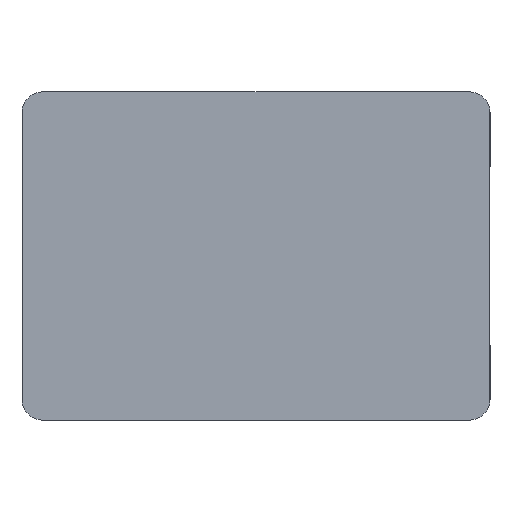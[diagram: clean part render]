
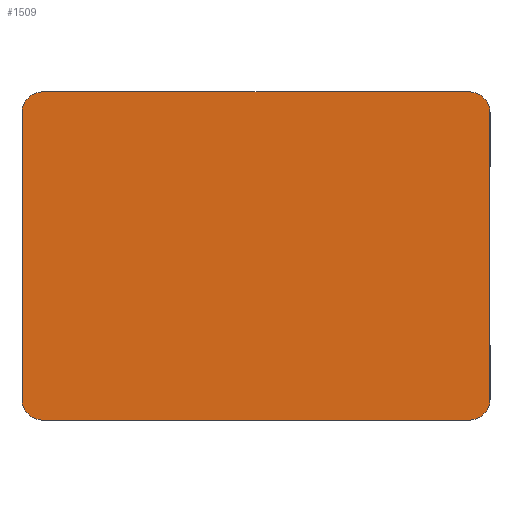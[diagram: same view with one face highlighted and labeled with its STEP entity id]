
A CAD part, front view. The second image highlights one B-rep face of the part: STEP entity #1509.
In plain terms, the highlighted planar face has unit normal (0, -1, 0).
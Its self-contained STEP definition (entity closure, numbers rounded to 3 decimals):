
#3 = VECTOR ( 'NONE', #946, 1000. ) ;
#18 = LINE ( 'NONE', #1343, #1593 ) ;
#47 = EDGE_CURVE ( 'NONE', #958, #1291, #52, .T. ) ;
#52 = CIRCLE ( 'NONE', #1011, 3. ) ;
#83 = DIRECTION ( 'NONE',  ( -1., 0., 0. ) ) ;
#92 = CARTESIAN_POINT ( 'NONE',  ( -30.5, -3., -23.5 ) ) ;
#103 = AXIS2_PLACEMENT_3D ( 'NONE', #981, #338, #1508 ) ;
#127 = DIRECTION ( 'NONE',  ( 0., 0., 1. ) ) ;
#128 = LINE ( 'NONE', #1669, #1005 ) ;
#144 = CARTESIAN_POINT ( 'NONE',  ( 30.5, -3., -23.5 ) ) ;
#182 = DIRECTION ( 'NONE',  ( 0., 0., 1. ) ) ;
#206 = CARTESIAN_POINT ( 'NONE',  ( 30.5, -3., 23.5 ) ) ;
#265 = LINE ( 'NONE', #421, #3 ) ;
#270 = ORIENTED_EDGE ( 'NONE', *, *, #603, .T. ) ;
#302 = EDGE_CURVE ( 'NONE', #466, #1378, #265, .T. ) ;
#338 = DIRECTION ( 'NONE',  ( 0., -1., 0. ) ) ;
#381 = EDGE_LOOP ( 'NONE', ( #1064, #956, #886, #270, #1029, #1479, #727, #503 ) ) ;
#382 = CIRCLE ( 'NONE', #711, 3. ) ;
#396 = AXIS2_PLACEMENT_3D ( 'NONE', #1306, #662, #1584 ) ;
#421 = CARTESIAN_POINT ( 'NONE',  ( -30.5, -3., 23.5 ) ) ;
#465 = EDGE_CURVE ( 'NONE', #958, #1132, #478, .T. ) ;
#466 = VERTEX_POINT ( 'NONE', #1009 ) ;
#478 = LINE ( 'NONE', #92, #1218 ) ;
#503 = ORIENTED_EDGE ( 'NONE', *, *, #47, .T. ) ;
#519 = CARTESIAN_POINT ( 'NONE',  ( 30.5, -3., -20.5 ) ) ;
#595 = CARTESIAN_POINT ( 'NONE',  ( 33.5, -3., 20.5 ) ) ;
#603 = EDGE_CURVE ( 'NONE', #466, #1344, #382, .T. ) ;
#662 = DIRECTION ( 'NONE',  ( 0., -1., 0. ) ) ;
#682 = CIRCLE ( 'NONE', #103, 3. ) ;
#711 = AXIS2_PLACEMENT_3D ( 'NONE', #1468, #1437, #182 ) ;
#727 = ORIENTED_EDGE ( 'NONE', *, *, #465, .F. ) ;
#743 = CARTESIAN_POINT ( 'NONE',  ( -30.5, -3., -23.5 ) ) ;
#757 = DIRECTION ( 'NONE',  ( 0., -1., 0. ) ) ;
#810 = CARTESIAN_POINT ( 'NONE',  ( -33.5, -3., 20.5 ) ) ;
#871 = EDGE_CURVE ( 'NONE', #1118, #1378, #1339, .T. ) ;
#886 = ORIENTED_EDGE ( 'NONE', *, *, #302, .F. ) ;
#910 = CARTESIAN_POINT ( 'NONE',  ( -33.5, -3., -20.5 ) ) ;
#929 = EDGE_CURVE ( 'NONE', #1246, #1344, #18, .T. ) ;
#946 = DIRECTION ( 'NONE',  ( 1., 0., 0. ) ) ;
#956 = ORIENTED_EDGE ( 'NONE', *, *, #871, .T. ) ;
#958 = VERTEX_POINT ( 'NONE', #144 ) ;
#981 = CARTESIAN_POINT ( 'NONE',  ( -30.5, -3., -20.5 ) ) ;
#1005 = VECTOR ( 'NONE', #1440, 1000. ) ;
#1009 = CARTESIAN_POINT ( 'NONE',  ( -30.5, -3., 23.5 ) ) ;
#1011 = AXIS2_PLACEMENT_3D ( 'NONE', #519, #757, #127 ) ;
#1029 = ORIENTED_EDGE ( 'NONE', *, *, #929, .F. ) ;
#1032 = DIRECTION ( 'NONE',  ( 0., 0., 1. ) ) ;
#1040 = PLANE ( 'NONE',  #1668 ) ;
#1046 = EDGE_CURVE ( 'NONE', #1246, #1132, #682, .T. ) ;
#1064 = ORIENTED_EDGE ( 'NONE', *, *, #1156, .F. ) ;
#1118 = VERTEX_POINT ( 'NONE', #595 ) ;
#1132 = VERTEX_POINT ( 'NONE', #743 ) ;
#1156 = EDGE_CURVE ( 'NONE', #1118, #1291, #128, .T. ) ;
#1205 = CARTESIAN_POINT ( 'NONE',  ( 33.5, -3., -20.5 ) ) ;
#1218 = VECTOR ( 'NONE', #83, 1000. ) ;
#1246 = VERTEX_POINT ( 'NONE', #910 ) ;
#1291 = VERTEX_POINT ( 'NONE', #1205 ) ;
#1306 = CARTESIAN_POINT ( 'NONE',  ( 30.5, -3., 20.5 ) ) ;
#1339 = CIRCLE ( 'NONE', #396, 3. ) ;
#1343 = CARTESIAN_POINT ( 'NONE',  ( -33.5, -3., -20.5 ) ) ;
#1344 = VERTEX_POINT ( 'NONE', #810 ) ;
#1378 = VERTEX_POINT ( 'NONE', #206 ) ;
#1437 = DIRECTION ( 'NONE',  ( 0., -1., 0. ) ) ;
#1438 = CARTESIAN_POINT ( 'NONE',  ( 0., -3., 0. ) ) ;
#1440 = DIRECTION ( 'NONE',  ( 0., 0., -1. ) ) ;
#1468 = CARTESIAN_POINT ( 'NONE',  ( -30.5, -3., 20.5 ) ) ;
#1472 = DIRECTION ( 'NONE',  ( 0., 0., 1. ) ) ;
#1479 = ORIENTED_EDGE ( 'NONE', *, *, #1046, .T. ) ;
#1508 = DIRECTION ( 'NONE',  ( 0., 0., 1. ) ) ;
#1509 = ADVANCED_FACE ( 'NONE', ( #1659 ), #1040, .F. ) ;
#1554 = DIRECTION ( 'NONE',  ( 0., 1., 0. ) ) ;
#1584 = DIRECTION ( 'NONE',  ( 0., 0., 1. ) ) ;
#1593 = VECTOR ( 'NONE', #1472, 1000. ) ;
#1659 = FACE_OUTER_BOUND ( 'NONE', #381, .T. ) ;
#1668 = AXIS2_PLACEMENT_3D ( 'NONE', #1438, #1554, #1032 ) ;
#1669 = CARTESIAN_POINT ( 'NONE',  ( 33.5, -3., -20.5 ) ) ;
